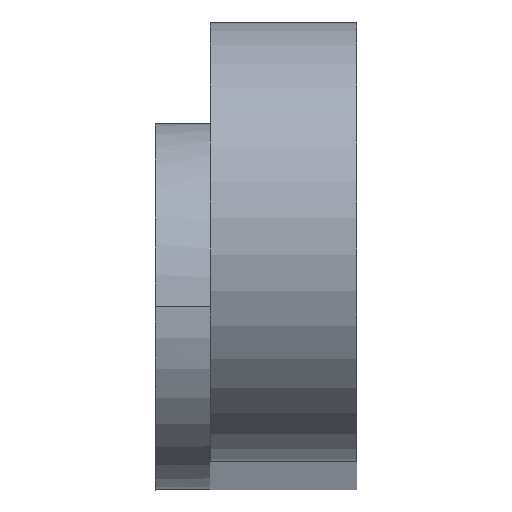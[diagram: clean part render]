
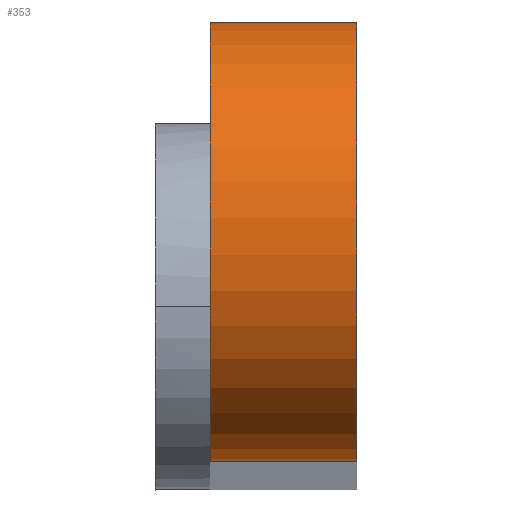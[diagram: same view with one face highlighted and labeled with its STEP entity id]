
A CAD part, front view. The second image highlights one B-rep face of the part: STEP entity #353.
In plain terms, the highlighted cylindrical face has radius 3 mm (diameter 6 mm), a partial arc.
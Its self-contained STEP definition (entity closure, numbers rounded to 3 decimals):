
#27 = EDGE_CURVE ( 'NONE', #427, #274, #121, .T. ) ;
#32 = ORIENTED_EDGE ( 'NONE', *, *, #142, .T. ) ;
#38 = CARTESIAN_POINT ( 'NONE',  ( 7.75, 14.771, -18.368 ) ) ;
#46 = DIRECTION ( 'NONE',  ( 1., 0., 0. ) ) ;
#47 = LINE ( 'NONE', #187, #174 ) ;
#48 = CARTESIAN_POINT ( 'NONE',  ( 7.75, 14.741, -21.368 ) ) ;
#66 = ORIENTED_EDGE ( 'NONE', *, *, #27, .T. ) ;
#72 = ORIENTED_EDGE ( 'NONE', *, *, #343, .T. ) ;
#74 = DIRECTION ( 'NONE',  ( -1., 0., 0. ) ) ;
#85 = FACE_OUTER_BOUND ( 'NONE', #278, .T. ) ;
#104 = EDGE_CURVE ( 'NONE', #411, #446, #346, .T. ) ;
#120 = CARTESIAN_POINT ( 'NONE',  ( 5.75, 14.741, -21.368 ) ) ;
#121 = CIRCLE ( 'NONE', #210, 3. ) ;
#130 = CARTESIAN_POINT ( 'NONE',  ( 5.75, 14.881, -15.37 ) ) ;
#142 = EDGE_CURVE ( 'NONE', #411, #427, #47, .T. ) ;
#174 = VECTOR ( 'NONE', #74, 1000. ) ;
#185 = DIRECTION ( 'NONE',  ( 0., 1., 0. ) ) ;
#187 = CARTESIAN_POINT ( 'NONE',  ( 7.75, 14.881, -15.37 ) ) ;
#204 = AXIS2_PLACEMENT_3D ( 'NONE', #38, #46, #185 ) ;
#210 = AXIS2_PLACEMENT_3D ( 'NONE', #299, #328, #356 ) ;
#219 = DIRECTION ( 'NONE',  ( 1., 0., 0. ) ) ;
#225 = CYLINDRICAL_SURFACE ( 'NONE', #204, 3. ) ;
#238 = VECTOR ( 'NONE', #219, 1000. ) ;
#247 = ORIENTED_EDGE ( 'NONE', *, *, #104, .F. ) ;
#274 = VERTEX_POINT ( 'NONE', #120 ) ;
#278 = EDGE_LOOP ( 'NONE', ( #66, #72, #247, #32 ) ) ;
#294 = CARTESIAN_POINT ( 'NONE',  ( 7.75, 14.771, -18.368 ) ) ;
#299 = CARTESIAN_POINT ( 'NONE',  ( 5.75, 14.771, -18.368 ) ) ;
#324 = DIRECTION ( 'NONE',  ( 0., 1., 0. ) ) ;
#328 = DIRECTION ( 'NONE',  ( 1., 0., 0. ) ) ;
#343 = EDGE_CURVE ( 'NONE', #274, #446, #430, .T. ) ;
#346 = CIRCLE ( 'NONE', #413, 3. ) ;
#353 = ADVANCED_FACE ( 'NONE', ( #85 ), #225, .T. ) ;
#356 = DIRECTION ( 'NONE',  ( 0., 1., 0. ) ) ;
#371 = CARTESIAN_POINT ( 'NONE',  ( 7.75, 14.881, -15.37 ) ) ;
#390 = DIRECTION ( 'NONE',  ( 1., 0., 0. ) ) ;
#405 = CARTESIAN_POINT ( 'NONE',  ( 7.75, 14.741, -21.368 ) ) ;
#411 = VERTEX_POINT ( 'NONE', #371 ) ;
#413 = AXIS2_PLACEMENT_3D ( 'NONE', #294, #390, #324 ) ;
#427 = VERTEX_POINT ( 'NONE', #130 ) ;
#430 = LINE ( 'NONE', #48, #238 ) ;
#446 = VERTEX_POINT ( 'NONE', #405 ) ;
